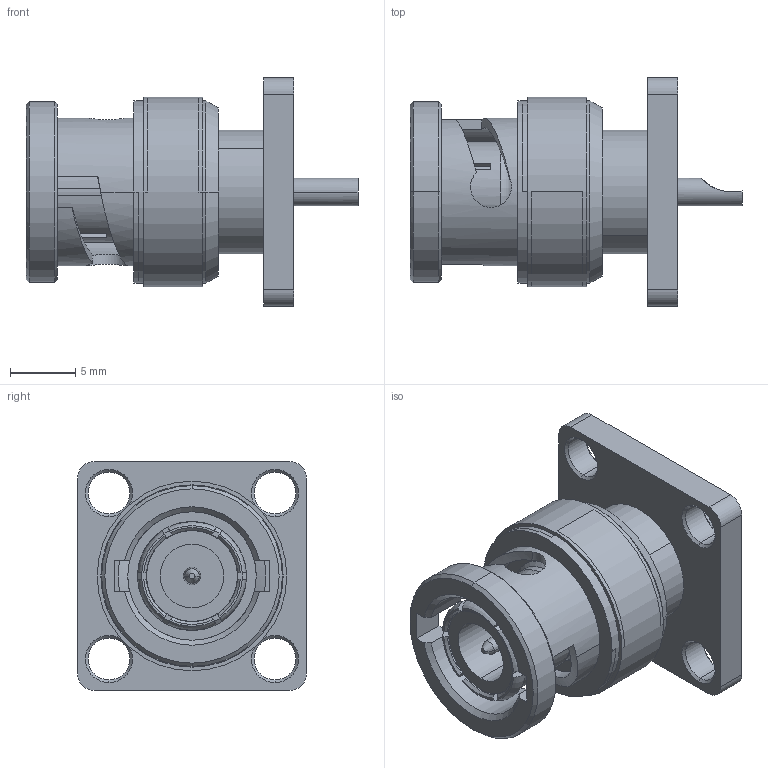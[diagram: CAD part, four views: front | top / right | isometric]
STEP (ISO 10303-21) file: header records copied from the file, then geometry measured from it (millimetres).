
FILE_DESCRIPTION((''),'2;1');
FILE_NAME('B1551A1-NT3G-50_SW0001','2020-07-02T17:58:33',('Kaviyarasan'),(''),'CREO PARAMETRIC BY PTC INC, 2019444','CREO PARAMETRIC BY PTC INC, 2019444','');
FILE_SCHEMA(('CONFIG_CONTROL_DESIGN'));
Length unit declared in the file: millimetre
Products named in the file (1): B1551A1-NT3G-50_SW0001
Bounding box: 25.4 x 17.5 x 17.5 mm (x, y, z)
Volume: 2381 mm3; surface area: 2545.9 mm2
Topology: 1 solids, 1 shells, 150 faces, 394 edges, 253 vertices
Faces by surface type: plane 49, cylinder 45, cone 44, torus 8, bspline 4
Entity records: 5373 total; most frequent: CARTESIAN_POINT 1588, DIRECTION 794, ORIENTED_EDGE 784, EDGE_CURVE 392, AXIS2_PLACEMENT_3D 312, VERTEX_POINT 253, EDGE_LOOP 171, VECTOR 170
